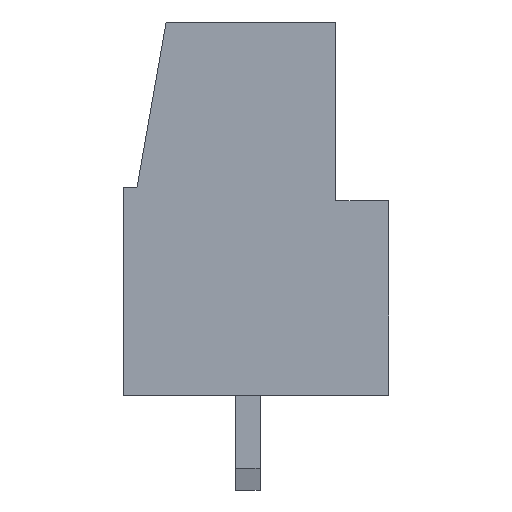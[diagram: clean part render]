
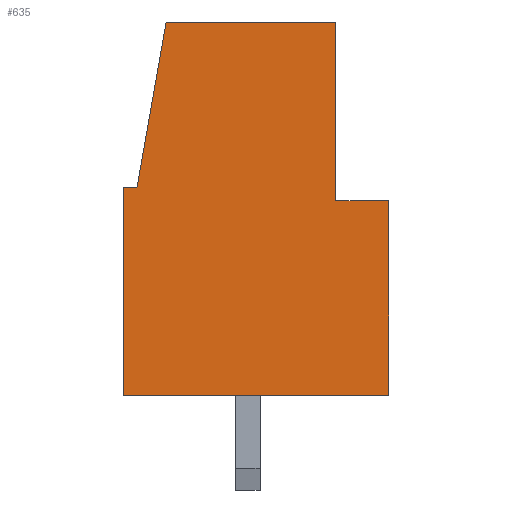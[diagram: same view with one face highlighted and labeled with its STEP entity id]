
A CAD part, left-side view. The second image highlights one B-rep face of the part: STEP entity #635.
In plain terms, the highlighted planar face has unit normal (-1, 0, 0).
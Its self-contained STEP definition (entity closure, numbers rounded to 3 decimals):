
#635 = ADVANCED_FACE( '', ( #1243 ), #1244, .T. );
#1243 = FACE_OUTER_BOUND( '', #1831, .T. );
#1244 = PLANE( '', #1832 );
#1831 = EDGE_LOOP( '', ( #3546, #3547, #3548, #3549, #3550, #3551, #3552, #3553 ) );
#1832 = AXIS2_PLACEMENT_3D( '', #3554, #3555, #3556 );
#3546 = ORIENTED_EDGE( '', *, *, #4292, .T. );
#3547 = ORIENTED_EDGE( '', *, *, #4061, .T. );
#3548 = ORIENTED_EDGE( '', *, *, #4015, .F. );
#3549 = ORIENTED_EDGE( '', *, *, #4072, .T. );
#3550 = ORIENTED_EDGE( '', *, *, #4003, .T. );
#3551 = ORIENTED_EDGE( '', *, *, #3707, .T. );
#3552 = ORIENTED_EDGE( '', *, *, #3747, .T. );
#3553 = ORIENTED_EDGE( '', *, *, #4153, .T. );
#3554 = CARTESIAN_POINT( '', ( -2.5, 0., 0. ) );
#3555 = DIRECTION( '', ( -1., 0., 0. ) );
#3556 = DIRECTION( '', ( 0., 0., 1. ) );
#3707 = EDGE_CURVE( '', #4474, #4472, #4475, .T. );
#3747 = EDGE_CURVE( '', #4472, #4541, #4543, .T. );
#4003 = EDGE_CURVE( '', #4954, #4474, #4955, .T. );
#4015 = EDGE_CURVE( '', #4971, #4973, #4974, .T. );
#4061 = EDGE_CURVE( '', #5038, #4973, #5039, .T. );
#4072 = EDGE_CURVE( '', #4971, #4954, #5052, .T. );
#4153 = EDGE_CURVE( '', #4541, #5156, #5158, .T. );
#4292 = EDGE_CURVE( '', #5156, #5038, #5312, .T. );
#4472 = VERTEX_POINT( '', #5570 );
#4474 = VERTEX_POINT( '', #5573 );
#4475 = LINE( '', #5574, #5575 );
#4541 = VERTEX_POINT( '', #5671 );
#4543 = LINE( '', #5674, #5675 );
#4954 = VERTEX_POINT( '', #6274 );
#4955 = LINE( '', #6275, #6276 );
#4971 = VERTEX_POINT( '', #6298 );
#4973 = VERTEX_POINT( '', #6301 );
#4974 = LINE( '', #6302, #6303 );
#5038 = VERTEX_POINT( '', #6397 );
#5039 = LINE( '', #6398, #6399 );
#5052 = LINE( '', #6419, #6420 );
#5156 = VERTEX_POINT( '', #6573 );
#5158 = LINE( '', #6576, #6577 );
#5312 = LINE( '', #6806, #6807 );
#5570 = CARTESIAN_POINT( '', ( -2.5, -0.5, 7.7 ) );
#5573 = CARTESIAN_POINT( '', ( -2.5, -1.576, 13.8 ) );
#5574 = CARTESIAN_POINT( '', ( -2.5, -1.576, 13.8 ) );
#5575 = VECTOR( '', #6895, 1000. );
#5671 = CARTESIAN_POINT( '', ( -2.5, 0., 7.7 ) );
#5674 = CARTESIAN_POINT( '', ( -2.5, -0.5, 7.7 ) );
#5675 = VECTOR( '', #6927, 1000. );
#6274 = CARTESIAN_POINT( '', ( -2.5, -7.85, 13.8 ) );
#6275 = CARTESIAN_POINT( '', ( -2.5, -7.85, 13.8 ) );
#6276 = VECTOR( '', #7158, 1000. );
#6298 = CARTESIAN_POINT( '', ( -2.5, -7.85, 7.2 ) );
#6301 = CARTESIAN_POINT( '', ( -2.5, -9.8, 7.2 ) );
#6302 = CARTESIAN_POINT( '', ( -2.5, -7.85, 7.2 ) );
#6303 = VECTOR( '', #7169, 1000. );
#6397 = CARTESIAN_POINT( '', ( -2.5, -9.8, 0. ) );
#6398 = CARTESIAN_POINT( '', ( -2.5, -9.8, 0. ) );
#6399 = VECTOR( '', #7209, 1000. );
#6419 = CARTESIAN_POINT( '', ( -2.5, -7.85, 7.2 ) );
#6420 = VECTOR( '', #7217, 1000. );
#6573 = CARTESIAN_POINT( '', ( -2.5, 0., 0. ) );
#6576 = CARTESIAN_POINT( '', ( -2.5, 0., 7.7 ) );
#6577 = VECTOR( '', #7289, 1000. );
#6806 = CARTESIAN_POINT( '', ( -2.5, 0., 0. ) );
#6807 = VECTOR( '', #7368, 1000. );
#6895 = DIRECTION( '', ( 0., 0.174, -0.985 ) );
#6927 = DIRECTION( '', ( 0., 1., 0. ) );
#7158 = DIRECTION( '', ( 0., 1., 0. ) );
#7169 = DIRECTION( '', ( 0., -1., 0. ) );
#7209 = DIRECTION( '', ( 0., 0., 1. ) );
#7217 = DIRECTION( '', ( 0., 0., 1. ) );
#7289 = DIRECTION( '', ( 0., 0., -1. ) );
#7368 = DIRECTION( '', ( 0., -1., 0. ) );
